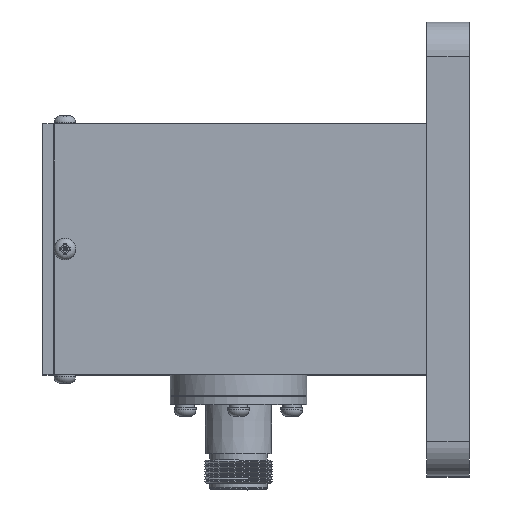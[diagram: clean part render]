
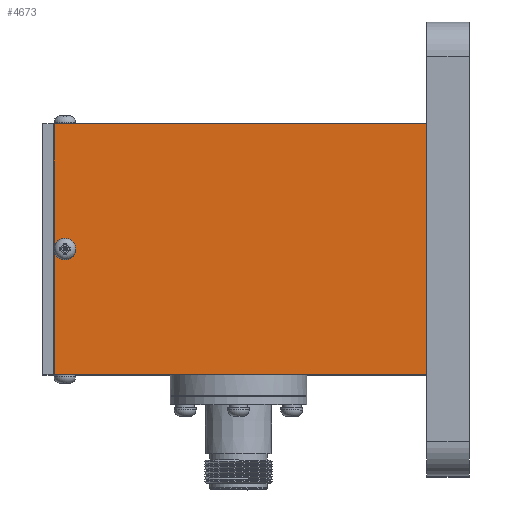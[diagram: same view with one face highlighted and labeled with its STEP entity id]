
A CAD part, top view. The second image highlights one B-rep face of the part: STEP entity #4673.
In plain terms, the highlighted planar face has unit normal (0, 0, 1).
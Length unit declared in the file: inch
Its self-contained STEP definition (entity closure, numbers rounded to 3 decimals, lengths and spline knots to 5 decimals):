
#35 = DIRECTION ( 'NONE',  ( 0., 0., 1. ) ) ;
#154 = VECTOR ( 'NONE', #6534, 39.37008 ) ;
#280 = CARTESIAN_POINT ( 'NONE',  ( -3.937, -1.1549, 2.22935 ) ) ;
#838 = EDGE_CURVE ( 'NONE', #5761, #3482, #1750, .T. ) ;
#879 = EDGE_CURVE ( 'NONE', #3482, #3482, #2902, .T. ) ;
#1338 = ORIENTED_EDGE ( 'NONE', *, *, #2016, .F. ) ;
#1625 = AXIS2_PLACEMENT_3D ( 'NONE', #3407, #35, #3984 ) ;
#1712 = FACE_OUTER_BOUND ( 'NONE', #5559, .T. ) ;
#1750 = LINE ( 'NONE', #2383, #4569 ) ;
#1812 = DIRECTION ( 'NONE',  ( 0., 1., 0. ) ) ;
#1832 = EDGE_CURVE ( 'NONE', #2521, #4109, #6271, .T. ) ;
#2016 = EDGE_CURVE ( 'NONE', #3482, #6642, #3507, .T. ) ;
#2089 = VECTOR ( 'NONE', #4967, 39.37008 ) ;
#2185 = VECTOR ( 'NONE', #5436, 39.37008 ) ;
#2383 = CARTESIAN_POINT ( 'NONE',  ( -3.832, 1.1549, 2.22935 ) ) ;
#2521 = VERTEX_POINT ( 'NONE', #3083 ) ;
#2560 = EDGE_CURVE ( 'NONE', #5761, #2521, #4636, .T. ) ;
#2592 = CARTESIAN_POINT ( 'NONE',  ( -3.832, 1.1549, 2.22935 ) ) ;
#2732 = CARTESIAN_POINT ( 'NONE',  ( -0.3937, 1.1549, 2.22935 ) ) ;
#2745 = PLANE ( 'NONE',  #6410 ) ;
#2847 = CARTESIAN_POINT ( 'NONE',  ( -0.3937, 1.1549, 2.22935 ) ) ;
#2902 = CIRCLE ( 'NONE', #1625, 0.1 ) ;
#3019 = ORIENTED_EDGE ( 'NONE', *, *, #1832, .T. ) ;
#3083 = CARTESIAN_POINT ( 'NONE',  ( -0.3937, -1.1549, 2.22935 ) ) ;
#3122 = LINE ( 'NONE', #3178, #4619 ) ;
#3178 = CARTESIAN_POINT ( 'NONE',  ( -3.937, 1.1549, 2.22935 ) ) ;
#3348 = DIRECTION ( 'NONE',  ( 0., 0., -1. ) ) ;
#3407 = CARTESIAN_POINT ( 'NONE',  ( -3.732, 0., 2.22935 ) ) ;
#3482 = VERTEX_POINT ( 'NONE', #4484 ) ;
#3507 = LINE ( 'NONE', #2592, #2185 ) ;
#3887 = CARTESIAN_POINT ( 'NONE',  ( -3.937, 1.1549, 2.22935 ) ) ;
#3984 = DIRECTION ( 'NONE',  ( 1., 0., 0. ) ) ;
#4109 = VERTEX_POINT ( 'NONE', #2847 ) ;
#4484 = CARTESIAN_POINT ( 'NONE',  ( -3.832, 0., 2.22935 ) ) ;
#4569 = VECTOR ( 'NONE', #1812, 39.37008 ) ;
#4619 = VECTOR ( 'NONE', #4860, 39.37008 ) ;
#4636 = LINE ( 'NONE', #280, #154 ) ;
#4648 = ORIENTED_EDGE ( 'NONE', *, *, #5906, .F. ) ;
#4673 = ADVANCED_FACE ( 'NONE', ( #1712 ), #2745, .F. ) ;
#4860 = DIRECTION ( 'NONE',  ( 1., 0., 0. ) ) ;
#4967 = DIRECTION ( 'NONE',  ( 0., 1., 0. ) ) ;
#5436 = DIRECTION ( 'NONE',  ( 0., 1., 0. ) ) ;
#5559 = EDGE_LOOP ( 'NONE', ( #1338, #6746, #7322, #7271, #3019, #4648 ) ) ;
#5761 = VERTEX_POINT ( 'NONE', #6449 ) ;
#5906 = EDGE_CURVE ( 'NONE', #6642, #4109, #3122, .T. ) ;
#6271 = LINE ( 'NONE', #2732, #2089 ) ;
#6410 = AXIS2_PLACEMENT_3D ( 'NONE', #3887, #3348, #7304 ) ;
#6449 = CARTESIAN_POINT ( 'NONE',  ( -3.832, -1.1549, 2.22935 ) ) ;
#6534 = DIRECTION ( 'NONE',  ( 1., 0., 0. ) ) ;
#6642 = VERTEX_POINT ( 'NONE', #7099 ) ;
#6746 = ORIENTED_EDGE ( 'NONE', *, *, #879, .F. ) ;
#7099 = CARTESIAN_POINT ( 'NONE',  ( -3.832, 1.1549, 2.22935 ) ) ;
#7271 = ORIENTED_EDGE ( 'NONE', *, *, #2560, .T. ) ;
#7304 = DIRECTION ( 'NONE',  ( 0., 1., 0. ) ) ;
#7322 = ORIENTED_EDGE ( 'NONE', *, *, #838, .F. ) ;
